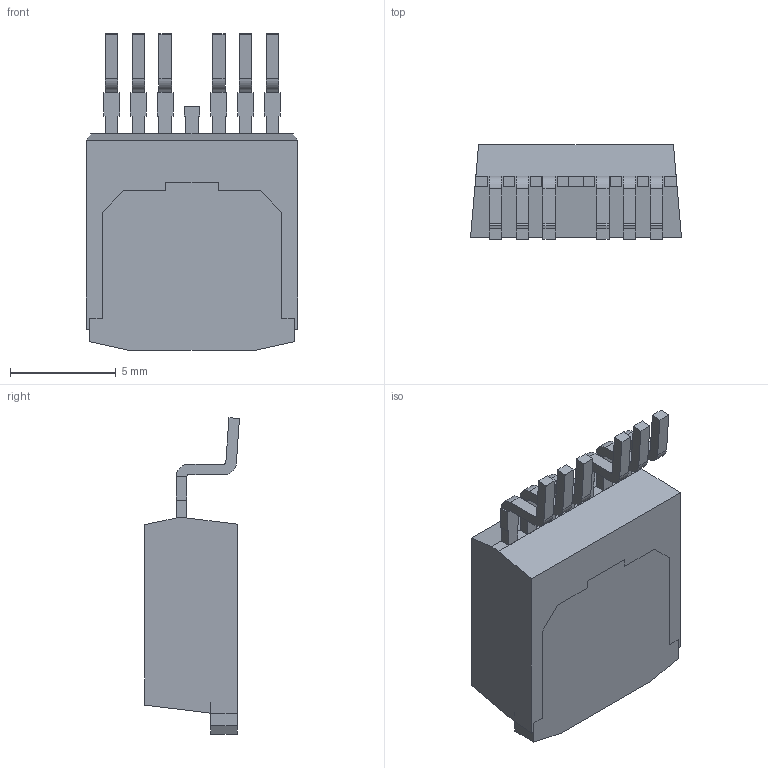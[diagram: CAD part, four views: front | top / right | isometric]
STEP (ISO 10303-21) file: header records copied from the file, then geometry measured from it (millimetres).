
FILE_DESCRIPTION (( 'STEP AP214' ), '1' );
FILE_NAME ('IPB180N10S4-02.STEP', '2023-12-15T05:03:01', ( '' ), ( '' ), 'SwSTEP 2.0', 'SolidWorks 2021', '' );
FILE_SCHEMA (( 'AUTOMOTIVE_DESIGN' ));
Length unit declared in the file: millimetre
Products named in the file (1): IPB180N10S4-02
Bounding box: 10 x 4.5 x 15 mm (x, y, z)
Volume: 403.5 mm3; surface area: 623.5 mm2
Topology: 9 solids, 9 shells, 187 faces, 478 edges, 310 vertices
Faces by surface type: plane 161, cylinder 26
Entity records: 5662 total; most frequent: CARTESIAN_POINT 976, ORIENTED_EDGE 956, DIRECTION 906, EDGE_CURVE 478, VECTOR 426, LINE 426, VERTEX_POINT 310, AXIS2_PLACEMENT_3D 240
